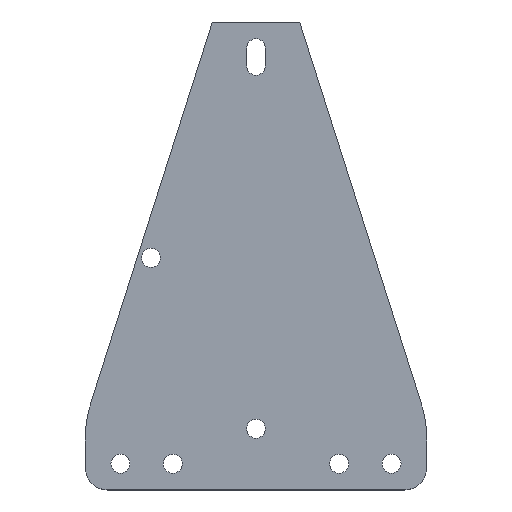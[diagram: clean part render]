
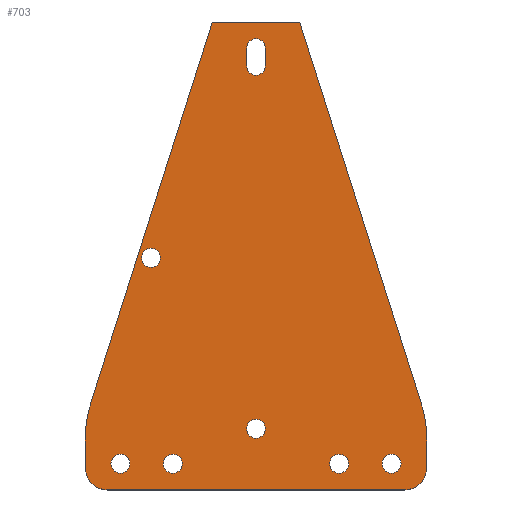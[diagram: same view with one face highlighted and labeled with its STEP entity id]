
A CAD part, top view. The second image highlights one B-rep face of the part: STEP entity #703.
In plain terms, the highlighted planar face has unit normal (0, 0, 1).
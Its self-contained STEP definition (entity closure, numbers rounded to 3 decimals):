
#24 = VERTEX_POINT('',#25);
#25 = CARTESIAN_POINT('',(-39.,-9.,5.));
#31 = EDGE_CURVE('',#24,#32,#34,.T.);
#32 = VERTEX_POINT('',#33);
#33 = CARTESIAN_POINT('',(-34.,-14.,5.));
#34 = CIRCLE('',#35,5.);
#35 = AXIS2_PLACEMENT_3D('',#36,#37,#38);
#36 = CARTESIAN_POINT('',(-34.,-9.,5.));
#37 = DIRECTION('',(0.,0.,1.));
#38 = DIRECTION('',(1.,0.,0.));
#64 = EDGE_CURVE('',#32,#65,#67,.T.);
#65 = VERTEX_POINT('',#66);
#66 = CARTESIAN_POINT('',(34.,-14.,5.));
#67 = LINE('',#68,#69);
#68 = CARTESIAN_POINT('',(-34.,-14.,5.));
#69 = VECTOR('',#70,1.);
#70 = DIRECTION('',(1.,0.,0.));
#95 = EDGE_CURVE('',#65,#96,#98,.T.);
#96 = VERTEX_POINT('',#97);
#97 = CARTESIAN_POINT('',(39.,-9.,5.));
#98 = CIRCLE('',#99,5.);
#99 = AXIS2_PLACEMENT_3D('',#100,#101,#102);
#100 = CARTESIAN_POINT('',(34.,-9.,5.));
#101 = DIRECTION('',(0.,0.,1.));
#102 = DIRECTION('',(1.,0.,0.));
#128 = EDGE_CURVE('',#96,#129,#131,.T.);
#129 = VERTEX_POINT('',#130);
#130 = CARTESIAN_POINT('',(39.,-1.887,5.));
#131 = LINE('',#132,#133);
#132 = CARTESIAN_POINT('',(39.,-9.,5.));
#133 = VECTOR('',#134,1.);
#134 = DIRECTION('',(0.,1.,0.));
#159 = EDGE_CURVE('',#129,#160,#162,.T.);
#160 = VERTEX_POINT('',#161);
#161 = CARTESIAN_POINT('',(37.82,5.704,5.));
#162 = CIRCLE('',#163,25.);
#163 = AXIS2_PLACEMENT_3D('',#164,#165,#166);
#164 = CARTESIAN_POINT('',(14.,-1.887,5.));
#165 = DIRECTION('',(0.,0.,1.));
#166 = DIRECTION('',(1.,0.,0.));
#194 = VERTEX_POINT('',#195);
#195 = CARTESIAN_POINT('',(10.,93.,5.));
#201 = EDGE_CURVE('',#194,#160,#202,.T.);
#202 = LINE('',#203,#204);
#203 = CARTESIAN_POINT('',(10.,93.,5.));
#204 = VECTOR('',#205,1.);
#205 = DIRECTION('',(0.304,-0.953,0.));
#225 = VERTEX_POINT('',#226);
#226 = CARTESIAN_POINT('',(-10.,93.,5.));
#232 = EDGE_CURVE('',#225,#194,#233,.T.);
#233 = LINE('',#234,#235);
#234 = CARTESIAN_POINT('',(-10.,93.,5.));
#235 = VECTOR('',#236,1.);
#236 = DIRECTION('',(1.,0.,0.));
#256 = VERTEX_POINT('',#257);
#257 = CARTESIAN_POINT('',(-37.82,5.704,5.));
#263 = EDGE_CURVE('',#256,#225,#264,.T.);
#264 = LINE('',#265,#266);
#265 = CARTESIAN_POINT('',(-37.82,5.704,5.));
#266 = VECTOR('',#267,1.);
#267 = DIRECTION('',(0.304,0.953,0.));
#285 = EDGE_CURVE('',#256,#286,#288,.T.);
#286 = VERTEX_POINT('',#287);
#287 = CARTESIAN_POINT('',(-39.,-1.887,5.));
#288 = CIRCLE('',#289,25.);
#289 = AXIS2_PLACEMENT_3D('',#290,#291,#292);
#290 = CARTESIAN_POINT('',(-14.,-1.887,5.));
#291 = DIRECTION('',(0.,0.,1.));
#292 = DIRECTION('',(1.,0.,0.));
#318 = EDGE_CURVE('',#24,#286,#319,.T.);
#319 = LINE('',#320,#321);
#320 = CARTESIAN_POINT('',(-39.,-9.,5.));
#321 = VECTOR('',#322,1.);
#322 = DIRECTION('',(0.,1.,0.));
#342 = VERTEX_POINT('',#343);
#343 = CARTESIAN_POINT('',(2.175,87.,5.));
#349 = EDGE_CURVE('',#342,#350,#352,.T.);
#350 = VERTEX_POINT('',#351);
#351 = CARTESIAN_POINT('',(-2.175,87.,5.));
#352 = CIRCLE('',#353,2.175);
#353 = AXIS2_PLACEMENT_3D('',#354,#355,#356);
#354 = CARTESIAN_POINT('',(0.,87.,5.));
#355 = DIRECTION('',(0.,0.,1.));
#356 = DIRECTION('',(1.,0.,0.));
#382 = EDGE_CURVE('',#350,#383,#385,.T.);
#383 = VERTEX_POINT('',#384);
#384 = CARTESIAN_POINT('',(-2.175,83.,5.));
#385 = LINE('',#386,#387);
#386 = CARTESIAN_POINT('',(-2.175,87.,5.));
#387 = VECTOR('',#388,1.);
#388 = DIRECTION('',(0.,-1.,0.));
#413 = EDGE_CURVE('',#383,#414,#416,.T.);
#414 = VERTEX_POINT('',#415);
#415 = CARTESIAN_POINT('',(2.175,83.,5.));
#416 = CIRCLE('',#417,2.175);
#417 = AXIS2_PLACEMENT_3D('',#418,#419,#420);
#418 = CARTESIAN_POINT('',(0.,83.,5.));
#419 = DIRECTION('',(0.,0.,1.));
#420 = DIRECTION('',(1.,0.,0.));
#446 = EDGE_CURVE('',#414,#342,#447,.T.);
#447 = LINE('',#448,#449);
#448 = CARTESIAN_POINT('',(2.175,83.,5.));
#449 = VECTOR('',#450,1.);
#450 = DIRECTION('',(0.,1.,0.));
#470 = VERTEX_POINT('',#471);
#471 = CARTESIAN_POINT('',(-21.825,39.069,5.));
#477 = EDGE_CURVE('',#470,#470,#478,.T.);
#478 = CIRCLE('',#479,2.175);
#479 = AXIS2_PLACEMENT_3D('',#480,#481,#482);
#480 = CARTESIAN_POINT('',(-24.,39.069,5.));
#481 = DIRECTION('',(0.,0.,1.));
#482 = DIRECTION('',(1.,0.,0.));
#503 = VERTEX_POINT('',#504);
#504 = CARTESIAN_POINT('',(-28.825,-8.,5.));
#510 = EDGE_CURVE('',#503,#503,#511,.T.);
#511 = CIRCLE('',#512,2.175);
#512 = AXIS2_PLACEMENT_3D('',#513,#514,#515);
#513 = CARTESIAN_POINT('',(-31.,-8.,5.));
#514 = DIRECTION('',(0.,0.,1.));
#515 = DIRECTION('',(1.,0.,0.));
#536 = VERTEX_POINT('',#537);
#537 = CARTESIAN_POINT('',(-16.825,-8.,5.));
#543 = EDGE_CURVE('',#536,#536,#544,.T.);
#544 = CIRCLE('',#545,2.175);
#545 = AXIS2_PLACEMENT_3D('',#546,#547,#548);
#546 = CARTESIAN_POINT('',(-19.,-8.,5.));
#547 = DIRECTION('',(0.,0.,1.));
#548 = DIRECTION('',(1.,0.,0.));
#569 = VERTEX_POINT('',#570);
#570 = CARTESIAN_POINT('',(33.175,-8.,5.));
#576 = EDGE_CURVE('',#569,#569,#577,.T.);
#577 = CIRCLE('',#578,2.175);
#578 = AXIS2_PLACEMENT_3D('',#579,#580,#581);
#579 = CARTESIAN_POINT('',(31.,-8.,5.));
#580 = DIRECTION('',(0.,0.,1.));
#581 = DIRECTION('',(1.,0.,0.));
#602 = VERTEX_POINT('',#603);
#603 = CARTESIAN_POINT('',(21.175,-8.,5.));
#609 = EDGE_CURVE('',#602,#602,#610,.T.);
#610 = CIRCLE('',#611,2.175);
#611 = AXIS2_PLACEMENT_3D('',#612,#613,#614);
#612 = CARTESIAN_POINT('',(19.,-8.,5.));
#613 = DIRECTION('',(0.,0.,1.));
#614 = DIRECTION('',(1.,0.,0.));
#635 = VERTEX_POINT('',#636);
#636 = CARTESIAN_POINT('',(2.175,0.,5.));
#642 = EDGE_CURVE('',#635,#635,#643,.T.);
#643 = CIRCLE('',#644,2.175);
#644 = AXIS2_PLACEMENT_3D('',#645,#646,#647);
#645 = CARTESIAN_POINT('',(0.,0.,5.));
#646 = DIRECTION('',(0.,0.,1.));
#647 = DIRECTION('',(1.,0.,0.));
#703 = ADVANCED_FACE('',(#704,#716,#722,#725,#728,#731,#734,#737),#740,
  .T.);
#704 = FACE_BOUND('',#705,.T.);
#705 = EDGE_LOOP('',(#706,#707,#708,#709,#710,#711,#712,#713,#714,#715)
  );
#706 = ORIENTED_EDGE('',*,*,#31,.T.);
#707 = ORIENTED_EDGE('',*,*,#64,.T.);
#708 = ORIENTED_EDGE('',*,*,#95,.T.);
#709 = ORIENTED_EDGE('',*,*,#128,.T.);
#710 = ORIENTED_EDGE('',*,*,#159,.T.);
#711 = ORIENTED_EDGE('',*,*,#201,.F.);
#712 = ORIENTED_EDGE('',*,*,#232,.F.);
#713 = ORIENTED_EDGE('',*,*,#263,.F.);
#714 = ORIENTED_EDGE('',*,*,#285,.T.);
#715 = ORIENTED_EDGE('',*,*,#318,.F.);
#716 = FACE_BOUND('',#717,.F.);
#717 = EDGE_LOOP('',(#718,#719,#720,#721));
#718 = ORIENTED_EDGE('',*,*,#349,.T.);
#719 = ORIENTED_EDGE('',*,*,#382,.T.);
#720 = ORIENTED_EDGE('',*,*,#413,.T.);
#721 = ORIENTED_EDGE('',*,*,#446,.T.);
#722 = FACE_BOUND('',#723,.F.);
#723 = EDGE_LOOP('',(#724));
#724 = ORIENTED_EDGE('',*,*,#477,.T.);
#725 = FACE_BOUND('',#726,.F.);
#726 = EDGE_LOOP('',(#727));
#727 = ORIENTED_EDGE('',*,*,#510,.T.);
#728 = FACE_BOUND('',#729,.F.);
#729 = EDGE_LOOP('',(#730));
#730 = ORIENTED_EDGE('',*,*,#543,.T.);
#731 = FACE_BOUND('',#732,.F.);
#732 = EDGE_LOOP('',(#733));
#733 = ORIENTED_EDGE('',*,*,#576,.T.);
#734 = FACE_BOUND('',#735,.F.);
#735 = EDGE_LOOP('',(#736));
#736 = ORIENTED_EDGE('',*,*,#609,.T.);
#737 = FACE_BOUND('',#738,.F.);
#738 = EDGE_LOOP('',(#739));
#739 = ORIENTED_EDGE('',*,*,#642,.T.);
#740 = PLANE('',#741);
#741 = AXIS2_PLACEMENT_3D('',#742,#743,#744);
#742 = CARTESIAN_POINT('',(-0.669,28.585,5.));
#743 = DIRECTION('',(0.,0.,1.));
#744 = DIRECTION('',(1.,0.,0.));
